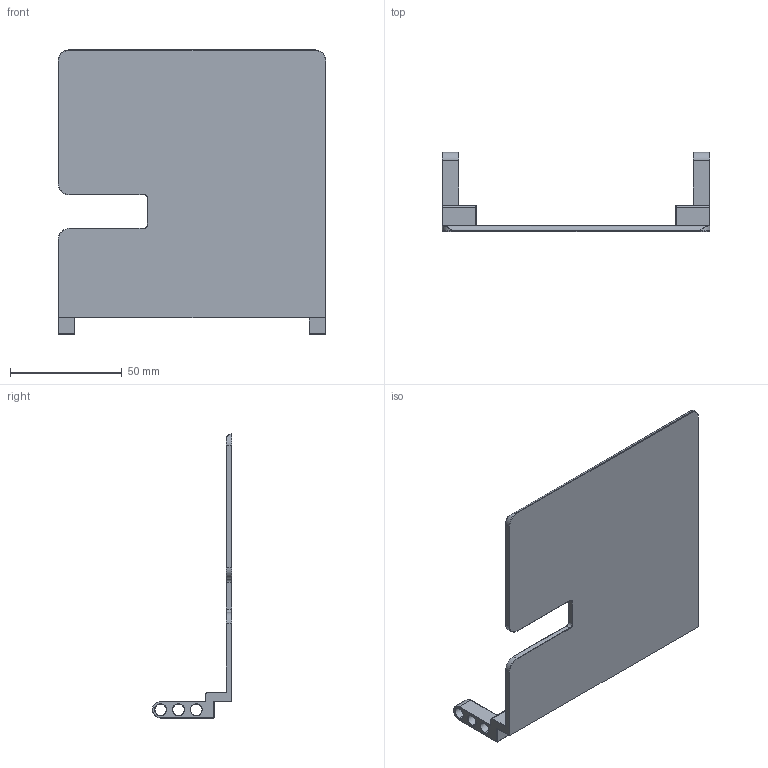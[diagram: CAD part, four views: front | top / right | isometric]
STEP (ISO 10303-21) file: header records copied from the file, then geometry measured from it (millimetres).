
FILE_DESCRIPTION (( 'STEP AP203' ), '1' );
FILE_NAME ('Case 1.0.STEP', '2025-08-27T08:51:41', ( '' ), ( '' ), 'SwSTEP 2.0', 'SolidWorks 2022', '' );
FILE_SCHEMA (( 'CONFIG_CONTROL_DESIGN' ));
Length unit declared in the file: millimetre
Products named in the file (1): Case 1.0
Bounding box: 120 x 35.52 x 127.37 mm (x, y, z)
Volume: 37480.3 mm3; surface area: 31575.6 mm2
Topology: 1 solids, 1 shells, 146 faces, 337 edges, 191 vertices
Faces by surface type: cylinder 67, torus 50, plane 23, sphere 4, bspline 2
Entity records: 4294 total; most frequent: CARTESIAN_POINT 817, DIRECTION 803, ORIENTED_EDGE 670, AXIS2_PLACEMENT_3D 337, EDGE_CURVE 335, CIRCLE 192, VERTEX_POINT 191, EDGE_LOOP 158
